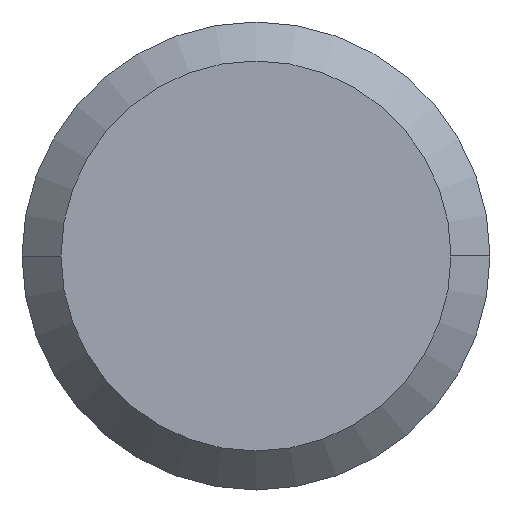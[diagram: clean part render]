
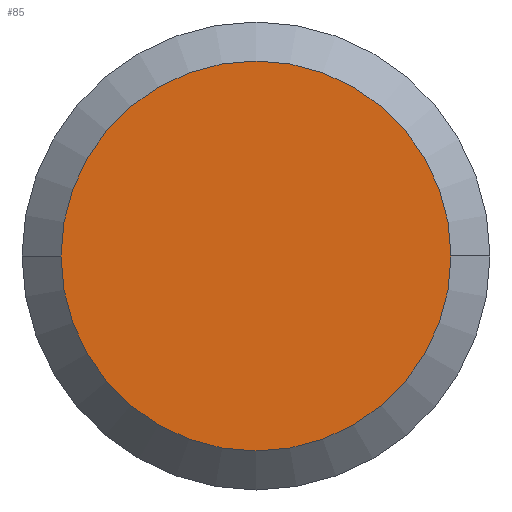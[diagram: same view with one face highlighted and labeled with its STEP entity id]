
A CAD part, left-side view. The second image highlights one B-rep face of the part: STEP entity #85.
In plain terms, the highlighted planar face has unit normal (-1, 0, 0).
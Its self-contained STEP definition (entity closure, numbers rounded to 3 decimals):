
#5 = EDGE_LOOP ( 'NONE', ( #339, #29 ) ) ;
#10 = DIRECTION ( 'NONE',  ( -1., 0., 0. ) ) ;
#15 = EDGE_CURVE ( 'NONE', #28, #234, #77, .T. ) ;
#28 = VERTEX_POINT ( 'NONE', #205 ) ;
#29 = ORIENTED_EDGE ( 'NONE', *, *, #15, .F. ) ;
#33 = CIRCLE ( 'NONE', #200, 5. ) ;
#44 = DIRECTION ( 'NONE',  ( 0., 1., 0. ) ) ;
#46 = DIRECTION ( 'NONE',  ( 0., -1., 0. ) ) ;
#67 = CARTESIAN_POINT ( 'NONE',  ( -73., 0., 0. ) ) ;
#69 = DIRECTION ( 'NONE',  ( 0., 1., 0. ) ) ;
#73 = CARTESIAN_POINT ( 'NONE',  ( -73., 0., 0. ) ) ;
#77 = CIRCLE ( 'NONE', #235, 5. ) ;
#85 = ADVANCED_FACE ( 'NONE', ( #299 ), #125, .T. ) ;
#125 = PLANE ( 'NONE',  #280 ) ;
#200 = AXIS2_PLACEMENT_3D ( 'NONE', #73, #233, #44 ) ;
#204 = DIRECTION ( 'NONE',  ( 1., 0., 0. ) ) ;
#205 = CARTESIAN_POINT ( 'NONE',  ( -73., -5., 0. ) ) ;
#233 = DIRECTION ( 'NONE',  ( 1., 0., 0. ) ) ;
#234 = VERTEX_POINT ( 'NONE', #303 ) ;
#235 = AXIS2_PLACEMENT_3D ( 'NONE', #67, #204, #69 ) ;
#266 = CARTESIAN_POINT ( 'NONE',  ( -73., 0., 0. ) ) ;
#280 = AXIS2_PLACEMENT_3D ( 'NONE', #266, #10, #46 ) ;
#291 = EDGE_CURVE ( 'NONE', #234, #28, #33, .T. ) ;
#299 = FACE_OUTER_BOUND ( 'NONE', #5, .T. ) ;
#303 = CARTESIAN_POINT ( 'NONE',  ( -73., 5., 0. ) ) ;
#339 = ORIENTED_EDGE ( 'NONE', *, *, #291, .F. ) ;
